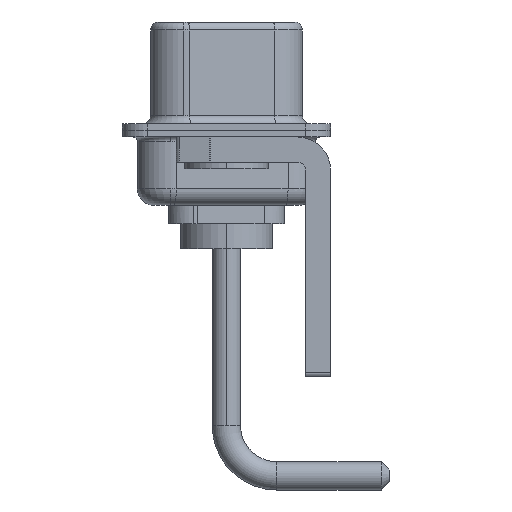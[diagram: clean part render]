
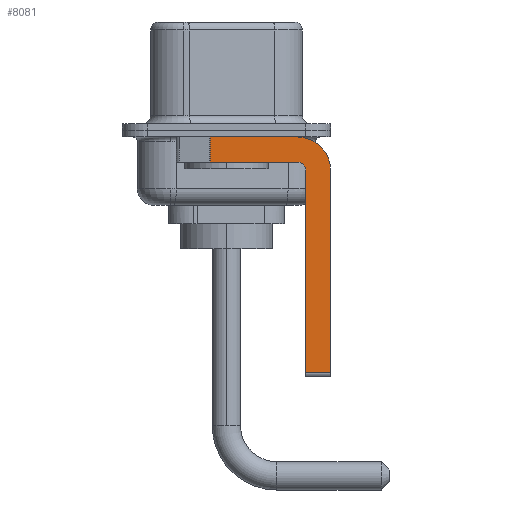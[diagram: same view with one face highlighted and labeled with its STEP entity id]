
A CAD part, left-side view. The second image highlights one B-rep face of the part: STEP entity #8081.
In plain terms, the highlighted planar face has unit normal (-1, 0, 0).
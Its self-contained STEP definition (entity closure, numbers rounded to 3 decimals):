
#29 = VECTOR ( 'NONE', #818, 1000. ) ;
#400 = DIRECTION ( 'NONE',  ( 0., -1., 0. ) ) ;
#818 = DIRECTION ( 'NONE',  ( 0., 0., -1. ) ) ;
#999 = CARTESIAN_POINT ( 'NONE',  ( -2.9, -4.25, -2.4 ) ) ;
#1469 = EDGE_CURVE ( 'NONE', #15330, #5964, #3137, .T. ) ;
#1749 = LINE ( 'NONE', #10867, #15724 ) ;
#1995 = CIRCLE ( 'NONE', #4188, 0.5 ) ;
#2076 = DIRECTION ( 'NONE',  ( -1., 0., 0. ) ) ;
#2214 = VERTEX_POINT ( 'NONE', #14257 ) ;
#2336 = VECTOR ( 'NONE', #12174, 1000. ) ;
#2353 = LINE ( 'NONE', #7554, #9840 ) ;
#3137 = LINE ( 'NONE', #4347, #2336 ) ;
#3287 = DIRECTION ( 'NONE',  ( 0., 0., -1. ) ) ;
#3289 = VERTEX_POINT ( 'NONE', #9279 ) ;
#3343 = EDGE_CURVE ( 'NONE', #4069, #9277, #13509, .T. ) ;
#3578 = CIRCLE ( 'NONE', #6313, 2. ) ;
#3696 = ORIENTED_EDGE ( 'NONE', *, *, #3769, .F. ) ;
#3769 = EDGE_CURVE ( 'NONE', #7275, #15330, #1995, .T. ) ;
#4069 = VERTEX_POINT ( 'NONE', #10660 ) ;
#4188 = AXIS2_PLACEMENT_3D ( 'NONE', #13579, #2076, #10946 ) ;
#4347 = CARTESIAN_POINT ( 'NONE',  ( -2.9, -4.25, -1.9 ) ) ;
#4877 = CARTESIAN_POINT ( 'NONE',  ( -2.9, -4.75, -14.8 ) ) ;
#5002 = EDGE_CURVE ( 'NONE', #2214, #9277, #1749, .T. ) ;
#5008 = CARTESIAN_POINT ( 'NONE',  ( -2.9, -4.25, -1.9 ) ) ;
#5066 = CARTESIAN_POINT ( 'NONE',  ( -2.9, 0.978, -0.4 ) ) ;
#5580 = DIRECTION ( 'NONE',  ( 0., 0., -1. ) ) ;
#5885 = ORIENTED_EDGE ( 'NONE', *, *, #9774, .F. ) ;
#5964 = VERTEX_POINT ( 'NONE', #16347 ) ;
#6155 = DIRECTION ( 'NONE',  ( 0., 0., 1. ) ) ;
#6285 = ORIENTED_EDGE ( 'NONE', *, *, #13023, .F. ) ;
#6313 = AXIS2_PLACEMENT_3D ( 'NONE', #999, #12582, #11310 ) ;
#6585 = VECTOR ( 'NONE', #6155, 1000. ) ;
#7275 = VERTEX_POINT ( 'NONE', #8751 ) ;
#7515 = LINE ( 'NONE', #4877, #6585 ) ;
#7554 = CARTESIAN_POINT ( 'NONE',  ( -2.9, 0.978, -1.9 ) ) ;
#7878 = LINE ( 'NONE', #13073, #11539 ) ;
#8081 = ADVANCED_FACE ( 'NONE', ( #15982 ), #13409, .F. ) ;
#8751 = CARTESIAN_POINT ( 'NONE',  ( -2.9, -4.75, -2.4 ) ) ;
#9277 = VERTEX_POINT ( 'NONE', #13606 ) ;
#9279 = CARTESIAN_POINT ( 'NONE',  ( -2.9, -4.25, -0.4 ) ) ;
#9367 = EDGE_CURVE ( 'NONE', #3289, #4069, #3578, .T. ) ;
#9452 = ORIENTED_EDGE ( 'NONE', *, *, #1469, .F. ) ;
#9774 = EDGE_CURVE ( 'NONE', #2214, #7275, #7515, .T. ) ;
#9840 = VECTOR ( 'NONE', #3287, 1000. ) ;
#10660 = CARTESIAN_POINT ( 'NONE',  ( -2.9, -6.25, -2.4 ) ) ;
#10867 = CARTESIAN_POINT ( 'NONE',  ( -2.9, -4.25, -14.55 ) ) ;
#10946 = DIRECTION ( 'NONE',  ( 0., 0., 1. ) ) ;
#11008 = EDGE_CURVE ( 'NONE', #15792, #5964, #2353, .T. ) ;
#11012 = DIRECTION ( 'NONE',  ( 1., 0., 0. ) ) ;
#11299 = CARTESIAN_POINT ( 'NONE',  ( -2.9, -6.25, -2.4 ) ) ;
#11310 = DIRECTION ( 'NONE',  ( 0., 0., -1. ) ) ;
#11539 = VECTOR ( 'NONE', #14266, 1000. ) ;
#12174 = DIRECTION ( 'NONE',  ( 0., 1., 0. ) ) ;
#12582 = DIRECTION ( 'NONE',  ( 1., 0., 0. ) ) ;
#13023 = EDGE_CURVE ( 'NONE', #15792, #3289, #7878, .T. ) ;
#13047 = ORIENTED_EDGE ( 'NONE', *, *, #3343, .F. ) ;
#13073 = CARTESIAN_POINT ( 'NONE',  ( -2.9, 3., -0.4 ) ) ;
#13409 = PLANE ( 'NONE',  #16360 ) ;
#13452 = EDGE_LOOP ( 'NONE', ( #6285, #15983, #9452, #3696, #5885, #14531, #13047, #15906 ) ) ;
#13509 = LINE ( 'NONE', #11299, #29 ) ;
#13579 = CARTESIAN_POINT ( 'NONE',  ( -2.9, -4.25, -2.4 ) ) ;
#13606 = CARTESIAN_POINT ( 'NONE',  ( -2.9, -6.25, -14.55 ) ) ;
#14257 = CARTESIAN_POINT ( 'NONE',  ( -2.9, -4.75, -14.55 ) ) ;
#14266 = DIRECTION ( 'NONE',  ( 0., -1., 0. ) ) ;
#14531 = ORIENTED_EDGE ( 'NONE', *, *, #5002, .T. ) ;
#14763 = CARTESIAN_POINT ( 'NONE',  ( -2.9, -4.25, -2.4 ) ) ;
#15330 = VERTEX_POINT ( 'NONE', #5008 ) ;
#15724 = VECTOR ( 'NONE', #400, 1000. ) ;
#15792 = VERTEX_POINT ( 'NONE', #5066 ) ;
#15906 = ORIENTED_EDGE ( 'NONE', *, *, #9367, .F. ) ;
#15982 = FACE_OUTER_BOUND ( 'NONE', #13452, .T. ) ;
#15983 = ORIENTED_EDGE ( 'NONE', *, *, #11008, .T. ) ;
#16347 = CARTESIAN_POINT ( 'NONE',  ( -2.9, 0.978, -1.9 ) ) ;
#16360 = AXIS2_PLACEMENT_3D ( 'NONE', #14763, #11012, #5580 ) ;
